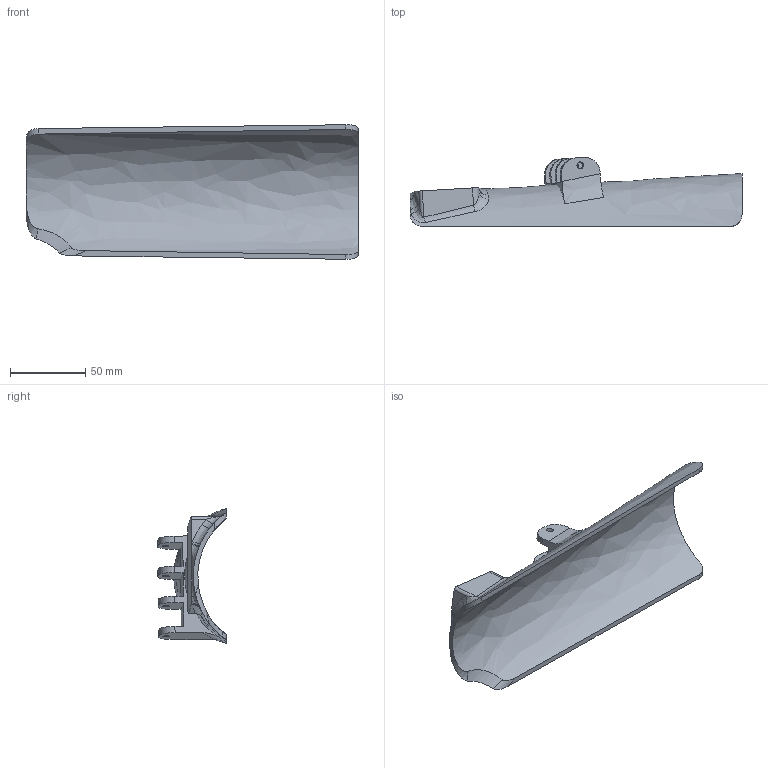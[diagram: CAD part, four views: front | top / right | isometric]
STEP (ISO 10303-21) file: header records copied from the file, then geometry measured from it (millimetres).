
FILE_DESCRIPTION(/* description */ (''),/* implementation_level */ '2;1');
FILE_NAME(/* name */ 'OpenHand v6.step',/* time_stamp */ '2024-02-08T20:33:36+01:00',/* author */ (''),/* organization */ (''),/* preprocessor_version */ 'ST-DEVELOPER v20',/* originating_system */ 'Autodesk Translation Framework v12.14.0.127',/* authorisation */ '');
FILE_SCHEMA (('AUTOMOTIVE_DESIGN { 1 0 10303 214 3 1 1 }'));
Length unit declared in the file: millimetre
Products named in the file (2): OpenHand; Base
Assembly tree (1 placements, depth 2):
  OpenHand
    Base
Bounding box: 220 x 45.66 x 89.13 mm (x, y, z)
Volume: 96629.2 mm3; surface area: 53319.3 mm2
Topology: 1 solids, 1 shells, 72 faces, 202 edges, 132 vertices
Faces by surface type: plane 26, bspline 24, cylinder 22
Full cylindrical faces by diameter (mm): 4.5 x4
Entity records: 3221 total; most frequent: CARTESIAN_POINT 1419, ORIENTED_EDGE 404, DIRECTION 311, EDGE_CURVE 202, VERTEX_POINT 132, AXIS2_PLACEMENT_3D 113, LINE 85, VECTOR 85
